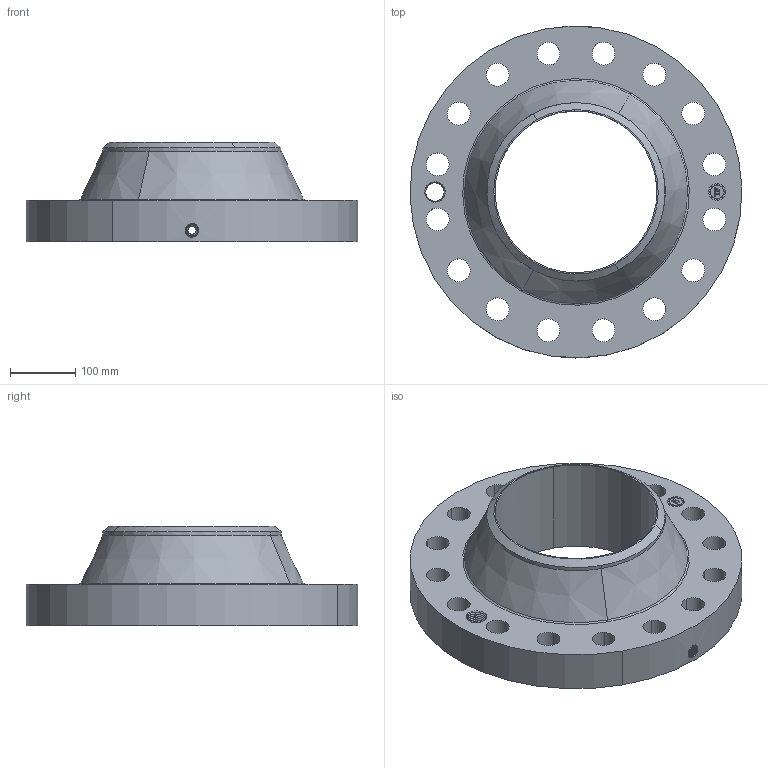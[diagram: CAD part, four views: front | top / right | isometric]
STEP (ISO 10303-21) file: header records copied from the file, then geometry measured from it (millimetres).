
FILE_DESCRIPTION(('3D STEP'),'2;1');
FILE_NAME('10-600-FF-WELD-NECK-XH-ORIF-FLANGE.stp','2013-10-27T03:26:12+00:00',('Texas Flange'),(''),'CATIA Version 5 Release 20 SP 6 (IN-10)','CATIA V5 STEP AP214','800-826-3801');
FILE_SCHEMA(('AUTOMOTIVE_DESIGN { 1 0 10303 214 1 1 1 1 }'));
Length unit declared in the file: inch
Products named in the file (1): 10-600-FF-WELD-NECK-XH-ORIF-FLANGE
Bounding box: 507.86 x 508 x 152.4 mm (x, y, z)
Volume: 10848398.3 mm3; surface area: 682514.7 mm2
Topology: 1 solids, 1 shells, 799 faces, 2175 edges, 1396 vertices
Faces by surface type: plane 368, bspline 262, cylinder 113, cone 50, revolution 4, torus 2
Entity records: 33641 total; most frequent: CARTESIAN_POINT 13836, ORIENTED_EDGE 4350, EDGE_CURVE 2175, DIRECTION 2131, VERTEX_POINT 1396, VECTOR 1202, LINE 1202, EDGE_LOOP 857
